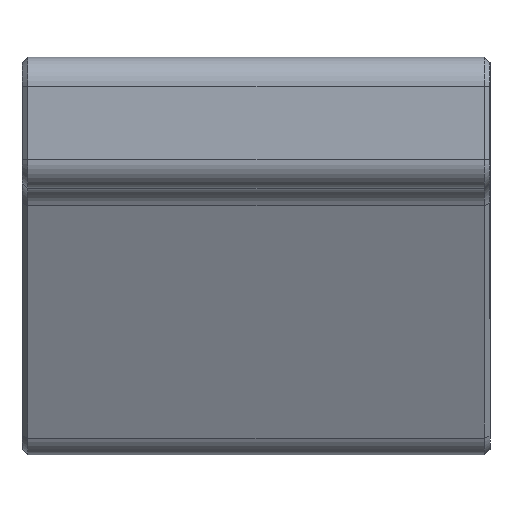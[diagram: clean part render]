
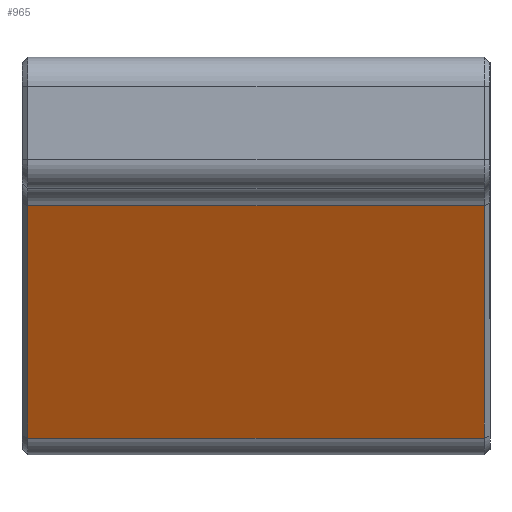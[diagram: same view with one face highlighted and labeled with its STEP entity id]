
A CAD part, left-side view. The second image highlights one B-rep face of the part: STEP entity #965.
In plain terms, the highlighted planar face has unit normal (-0.906, 0, -0.423).
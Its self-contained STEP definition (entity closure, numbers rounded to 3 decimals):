
#9 = DIRECTION ( 'NONE',  ( 0.906, 0., 0.423 ) ) ;
#16 = PLANE ( 'NONE',  #1441 ) ;
#62 = VERTEX_POINT ( 'NONE', #2353 ) ;
#65 = CARTESIAN_POINT ( 'NONE',  ( -6.269, 8., -13.023 ) ) ;
#68 = EDGE_LOOP ( 'NONE', ( #1357, #1362, #2263, #2593 ) ) ;
#234 = DIRECTION ( 'NONE',  ( 0.423, 0., -0.906 ) ) ;
#315 = EDGE_CURVE ( 'NONE', #1778, #2183, #1874, .T. ) ;
#359 = DIRECTION ( 'NONE',  ( 0.423, 0., -0.906 ) ) ;
#546 = LINE ( 'NONE', #558, #2782 ) ;
#558 = CARTESIAN_POINT ( 'NONE',  ( -9.981, -7.8, -5.077 ) ) ;
#592 = CARTESIAN_POINT ( 'NONE',  ( -9.981, -7.8, -5.077 ) ) ;
#814 = LINE ( 'NONE', #65, #2473 ) ;
#945 = VECTOR ( 'NONE', #359, 1000. ) ;
#965 = ADVANCED_FACE ( 'NONE', ( #2141 ), #16, .F. ) ;
#1026 = CARTESIAN_POINT ( 'NONE',  ( -6.269, 7.8, -13.023 ) ) ;
#1115 = EDGE_CURVE ( 'NONE', #2183, #1747, #2404, .T. ) ;
#1357 = ORIENTED_EDGE ( 'NONE', *, *, #1482, .T. ) ;
#1362 = ORIENTED_EDGE ( 'NONE', *, *, #1652, .T. ) ;
#1393 = DIRECTION ( 'NONE',  ( -0.423, 0., 0.906 ) ) ;
#1441 = AXIS2_PLACEMENT_3D ( 'NONE', #2610, #9, #234 ) ;
#1482 = EDGE_CURVE ( 'NONE', #1747, #62, #814, .T. ) ;
#1652 = EDGE_CURVE ( 'NONE', #62, #1778, #546, .T. ) ;
#1725 = DIRECTION ( 'NONE',  ( 0., 1., 0. ) ) ;
#1747 = VERTEX_POINT ( 'NONE', #1026 ) ;
#1778 = VERTEX_POINT ( 'NONE', #592 ) ;
#1874 = LINE ( 'NONE', #2153, #2795 ) ;
#2141 = FACE_OUTER_BOUND ( 'NONE', #68, .T. ) ;
#2153 = CARTESIAN_POINT ( 'NONE',  ( -9.981, 8., -5.077 ) ) ;
#2183 = VERTEX_POINT ( 'NONE', #2229 ) ;
#2229 = CARTESIAN_POINT ( 'NONE',  ( -9.981, 7.8, -5.077 ) ) ;
#2232 = DIRECTION ( 'NONE',  ( 0., -1., 0. ) ) ;
#2255 = CARTESIAN_POINT ( 'NONE',  ( -10.25, 7.8, -4.5 ) ) ;
#2263 = ORIENTED_EDGE ( 'NONE', *, *, #315, .T. ) ;
#2353 = CARTESIAN_POINT ( 'NONE',  ( -6.269, -7.8, -13.023 ) ) ;
#2404 = LINE ( 'NONE', #2255, #945 ) ;
#2473 = VECTOR ( 'NONE', #2232, 1000. ) ;
#2593 = ORIENTED_EDGE ( 'NONE', *, *, #1115, .T. ) ;
#2610 = CARTESIAN_POINT ( 'NONE',  ( -10.25, 8., -4.5 ) ) ;
#2782 = VECTOR ( 'NONE', #1393, 1000. ) ;
#2795 = VECTOR ( 'NONE', #1725, 1000. ) ;
